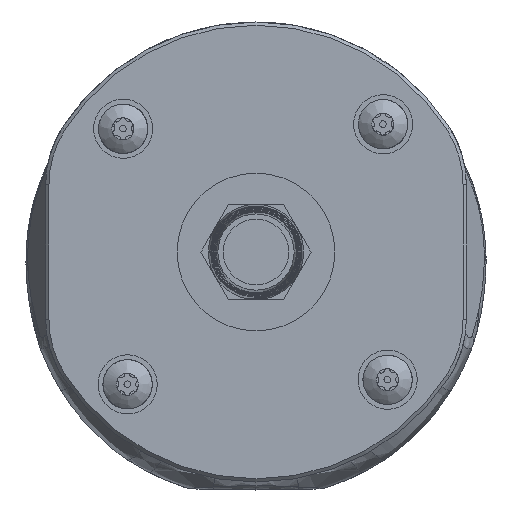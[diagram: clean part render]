
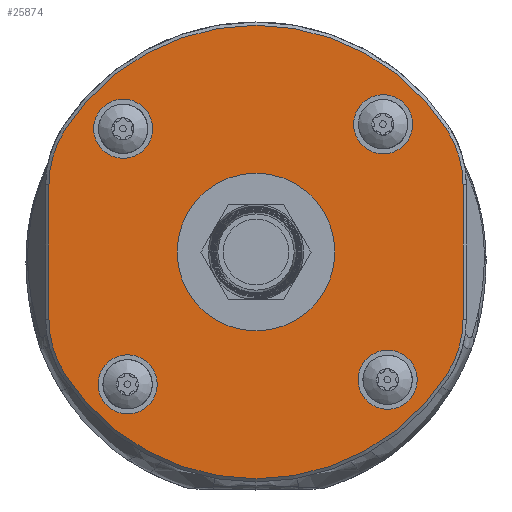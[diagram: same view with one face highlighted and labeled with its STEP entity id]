
A CAD part, front view. The second image highlights one B-rep face of the part: STEP entity #25874.
In plain terms, the highlighted planar face has unit normal (0, -1, 0).
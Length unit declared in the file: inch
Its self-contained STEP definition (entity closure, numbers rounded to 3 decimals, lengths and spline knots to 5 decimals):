
#100 = AXIS2_PLACEMENT_3D ( 'NONE', #59247, #6745, #46554 ) ;
#1432 = CIRCLE ( 'NONE', #41987, 0.08858 ) ;
#2244 = EDGE_CURVE ( 'NONE', #77481, #11440, #5537, .T. ) ;
#3626 = EDGE_CURVE ( 'NONE', #10437, #10437, #1432, .T. ) ;
#5448 = FACE_BOUND ( 'NONE', #67014, .T. ) ;
#5537 = CIRCLE ( 'NONE', #37621, 1.35827 ) ;
#6501 = CARTESIAN_POINT ( 'NONE',  ( -0.76181, 0.09843, -2.14352 ) ) ;
#6652 = CARTESIAN_POINT ( 'NONE',  ( -1.1438, 0.09843, -2.11048 ) ) ;
#6745 = DIRECTION ( 'NONE',  ( 0., 1., 0. ) ) ;
#8973 = CARTESIAN_POINT ( 'NONE',  ( 0.62992, 0.09843, -0.97453 ) ) ;
#9431 = ORIENTED_EDGE ( 'NONE', *, *, #54288, .F. ) ;
#9623 = EDGE_CURVE ( 'NONE', #31837, #31837, #48548, .T. ) ;
#9863 = EDGE_CURVE ( 'NONE', #48069, #77481, #77893, .T. ) ;
#10279 = CARTESIAN_POINT ( 'NONE',  ( 0., 0.09843, -1.37795 ) ) ;
#10437 = VERTEX_POINT ( 'NONE', #25294 ) ;
#11300 = VERTEX_POINT ( 'NONE', #28543 ) ;
#11440 = VERTEX_POINT ( 'NONE', #64398 ) ;
#11483 = DIRECTION ( 'NONE',  ( 0., 1., 0. ) ) ;
#12026 = ORIENTED_EDGE ( 'NONE', *, *, #2244, .F. ) ;
#12471 = FACE_OUTER_BOUND ( 'NONE', #59142, .T. ) ;
#13426 = EDGE_CURVE ( 'NONE', #85244, #85244, #54158, .T. ) ;
#14315 = CARTESIAN_POINT ( 'NONE',  ( 0., 0.09843, -1.37795 ) ) ;
#14801 = DIRECTION ( 'NONE',  ( 0., 1., 0. ) ) ;
#15001 = AXIS2_PLACEMENT_3D ( 'NONE', #45847, #72533, #53272 ) ;
#15057 = AXIS2_PLACEMENT_3D ( 'NONE', #10279, #51379, #36508 ) ;
#16277 = DIRECTION ( 'NONE',  ( 0., 1., 0. ) ) ;
#18994 = LINE ( 'NONE', #30810, #44635 ) ;
#19356 = VECTOR ( 'NONE', #27466, 39.37008 ) ;
#19870 = FACE_BOUND ( 'NONE', #79748, .T. ) ;
#20670 = CARTESIAN_POINT ( 'NONE',  ( 1.24016, 0.09843, -1.78138 ) ) ;
#21514 = DIRECTION ( 'NONE',  ( 0., 1., 0. ) ) ;
#24003 = CARTESIAN_POINT ( 'NONE',  ( 0., 0.09843, -1.74213 ) ) ;
#24526 = EDGE_LOOP ( 'NONE', ( #35697 ) ) ;
#25025 = DIRECTION ( 'NONE',  ( 0., 0., -1. ) ) ;
#25294 = CARTESIAN_POINT ( 'NONE',  ( 0.76181, 0.09843, -2.2321 ) ) ;
#25874 = ADVANCED_FACE ( 'NONE', ( #65398, #66692, #5448, #19870, #32117, #12471 ), #32553, .F. ) ;
#27466 = DIRECTION ( 'NONE',  ( 0., 0., -1. ) ) ;
#28080 = ORIENTED_EDGE ( 'NONE', *, *, #43835, .T. ) ;
#28260 = AXIS2_PLACEMENT_3D ( 'NONE', #8973, #62330, #29089 ) ;
#28543 = CARTESIAN_POINT ( 'NONE',  ( 1.24016, 0.09843, -0.97453 ) ) ;
#29011 = CIRCLE ( 'NONE', #42997, 0.08858 ) ;
#29089 = DIRECTION ( 'NONE',  ( 0., 0., 1. ) ) ;
#30263 = EDGE_CURVE ( 'NONE', #33125, #33125, #80140, .T. ) ;
#30810 = CARTESIAN_POINT ( 'NONE',  ( 1.24016, 0.09843, -0.97453 ) ) ;
#31837 = VERTEX_POINT ( 'NONE', #51550 ) ;
#32073 = AXIS2_PLACEMENT_3D ( 'NONE', #73450, #14801, #80896 ) ;
#32117 = FACE_BOUND ( 'NONE', #54417, .T. ) ;
#32553 = PLANE ( 'NONE',  #100 ) ;
#32762 = ORIENTED_EDGE ( 'NONE', *, *, #9863, .F. ) ;
#33125 = VERTEX_POINT ( 'NONE', #47139 ) ;
#33155 = CARTESIAN_POINT ( 'NONE',  ( -1.24016, 0.09843, -1.78138 ) ) ;
#33156 = DIRECTION ( 'NONE',  ( 0., 1., 0. ) ) ;
#35530 = CIRCLE ( 'NONE', #84471, 0.61024 ) ;
#35697 = ORIENTED_EDGE ( 'NONE', *, *, #9623, .T. ) ;
#36249 = CIRCLE ( 'NONE', #32073, 0.61024 ) ;
#36508 = DIRECTION ( 'NONE',  ( 0., 0., -1. ) ) ;
#37239 = DIRECTION ( 'NONE',  ( 0., 0., 1. ) ) ;
#37621 = AXIS2_PLACEMENT_3D ( 'NONE', #52761, #45762, #46206 ) ;
#38920 = CIRCLE ( 'NONE', #66972, 1.35827 ) ;
#41987 = AXIS2_PLACEMENT_3D ( 'NONE', #49752, #68577, #69437 ) ;
#42997 = AXIS2_PLACEMENT_3D ( 'NONE', #6501, #33156, #59867 ) ;
#43135 = ORIENTED_EDGE ( 'NONE', *, *, #13426, .T. ) ;
#43195 = EDGE_CURVE ( 'NONE', #84740, #59420, #35530, .T. ) ;
#43835 = EDGE_CURVE ( 'NONE', #48069, #73620, #80012, .T. ) ;
#44635 = VECTOR ( 'NONE', #84223, 39.37008 ) ;
#45387 = EDGE_CURVE ( 'NONE', #84740, #11300, #18994, .T. ) ;
#45762 = DIRECTION ( 'NONE',  ( 0., 1., 0. ) ) ;
#45827 = EDGE_CURVE ( 'NONE', #72339, #73620, #36249, .T. ) ;
#45847 = CARTESIAN_POINT ( 'NONE',  ( -0.76181, 0.09843, -0.61238 ) ) ;
#46206 = DIRECTION ( 'NONE',  ( 0., 0., 1. ) ) ;
#46554 = DIRECTION ( 'NONE',  ( 0., 0., 1. ) ) ;
#47139 = CARTESIAN_POINT ( 'NONE',  ( 0.76181, 0.09843, -0.70097 ) ) ;
#48069 = VERTEX_POINT ( 'NONE', #62509 ) ;
#48548 = CIRCLE ( 'NONE', #15001, 0.08858 ) ;
#49197 = CIRCLE ( 'NONE', #28260, 0.61024 ) ;
#49567 = EDGE_CURVE ( 'NONE', #11440, #11300, #49197, .T. ) ;
#49752 = CARTESIAN_POINT ( 'NONE',  ( 0.76181, 0.09843, -2.14352 ) ) ;
#51379 = DIRECTION ( 'NONE',  ( 0., 1., 0. ) ) ;
#51550 = CARTESIAN_POINT ( 'NONE',  ( -0.76181, 0.09843, -0.70097 ) ) ;
#52761 = CARTESIAN_POINT ( 'NONE',  ( 0., 0.09843, -1.37795 ) ) ;
#53012 = CARTESIAN_POINT ( 'NONE',  ( -1.24016, 0.09843, -1.78138 ) ) ;
#53272 = DIRECTION ( 'NONE',  ( 0., 0., -1. ) ) ;
#53762 = ORIENTED_EDGE ( 'NONE', *, *, #49567, .F. ) ;
#54158 = CIRCLE ( 'NONE', #15057, 0.36417 ) ;
#54288 = EDGE_CURVE ( 'NONE', #59420, #72339, #38920, .T. ) ;
#54417 = EDGE_LOOP ( 'NONE', ( #79935 ) ) ;
#54624 = ORIENTED_EDGE ( 'NONE', *, *, #45827, .F. ) ;
#55647 = CARTESIAN_POINT ( 'NONE',  ( 0.62992, 0.09843, -1.78138 ) ) ;
#57975 = ORIENTED_EDGE ( 'NONE', *, *, #30263, .T. ) ;
#59048 = CARTESIAN_POINT ( 'NONE',  ( 1.1438, 0.09843, -2.11048 ) ) ;
#59136 = AXIS2_PLACEMENT_3D ( 'NONE', #84975, #11483, #25025 ) ;
#59142 = EDGE_LOOP ( 'NONE', ( #78396, #60798, #53762, #12026, #32762, #28080, #54624, #9431 ) ) ;
#59247 = CARTESIAN_POINT ( 'NONE',  ( 0., 0.09843, -1.37795 ) ) ;
#59420 = VERTEX_POINT ( 'NONE', #59048 ) ;
#59867 = DIRECTION ( 'NONE',  ( 0., 0., -1. ) ) ;
#60461 = DIRECTION ( 'NONE',  ( 0., 0., 1. ) ) ;
#60798 = ORIENTED_EDGE ( 'NONE', *, *, #45387, .T. ) ;
#62330 = DIRECTION ( 'NONE',  ( 0., 1., 0. ) ) ;
#62509 = CARTESIAN_POINT ( 'NONE',  ( -1.24016, 0.09843, -0.97453 ) ) ;
#63268 = DIRECTION ( 'NONE',  ( 0., 0., 1. ) ) ;
#64398 = CARTESIAN_POINT ( 'NONE',  ( 1.1438, 0.09843, -0.64542 ) ) ;
#65398 = FACE_BOUND ( 'NONE', #74584, .T. ) ;
#66692 = FACE_BOUND ( 'NONE', #24526, .T. ) ;
#66972 = AXIS2_PLACEMENT_3D ( 'NONE', #14315, #74662, #63268 ) ;
#67014 = EDGE_LOOP ( 'NONE', ( #57975 ) ) ;
#67050 = CARTESIAN_POINT ( 'NONE',  ( -0.62992, 0.09843, -0.97453 ) ) ;
#68577 = DIRECTION ( 'NONE',  ( 0., 1., 0. ) ) ;
#69437 = DIRECTION ( 'NONE',  ( 0., 0., -1. ) ) ;
#72339 = VERTEX_POINT ( 'NONE', #6652 ) ;
#72533 = DIRECTION ( 'NONE',  ( 0., 1., 0. ) ) ;
#73333 = EDGE_CURVE ( 'NONE', #79445, #79445, #29011, .T. ) ;
#73450 = CARTESIAN_POINT ( 'NONE',  ( -0.62992, 0.09843, -1.78138 ) ) ;
#73620 = VERTEX_POINT ( 'NONE', #53012 ) ;
#74584 = EDGE_LOOP ( 'NONE', ( #43135 ) ) ;
#74662 = DIRECTION ( 'NONE',  ( 0., 1., 0. ) ) ;
#75068 = AXIS2_PLACEMENT_3D ( 'NONE', #67050, #21514, #60461 ) ;
#77481 = VERTEX_POINT ( 'NONE', #84949 ) ;
#77893 = CIRCLE ( 'NONE', #75068, 0.61024 ) ;
#78396 = ORIENTED_EDGE ( 'NONE', *, *, #43195, .F. ) ;
#79445 = VERTEX_POINT ( 'NONE', #79874 ) ;
#79748 = EDGE_LOOP ( 'NONE', ( #84072 ) ) ;
#79874 = CARTESIAN_POINT ( 'NONE',  ( -0.76181, 0.09843, -2.2321 ) ) ;
#79935 = ORIENTED_EDGE ( 'NONE', *, *, #73333, .T. ) ;
#80012 = LINE ( 'NONE', #33155, #19356 ) ;
#80140 = CIRCLE ( 'NONE', #59136, 0.08858 ) ;
#80896 = DIRECTION ( 'NONE',  ( 0., 0., 1. ) ) ;
#84072 = ORIENTED_EDGE ( 'NONE', *, *, #3626, .T. ) ;
#84223 = DIRECTION ( 'NONE',  ( 0., 0., 1. ) ) ;
#84471 = AXIS2_PLACEMENT_3D ( 'NONE', #55647, #16277, #37239 ) ;
#84740 = VERTEX_POINT ( 'NONE', #20670 ) ;
#84949 = CARTESIAN_POINT ( 'NONE',  ( -1.1438, 0.09843, -0.64542 ) ) ;
#84975 = CARTESIAN_POINT ( 'NONE',  ( 0.76181, 0.09843, -0.61238 ) ) ;
#85244 = VERTEX_POINT ( 'NONE', #24003 ) ;
